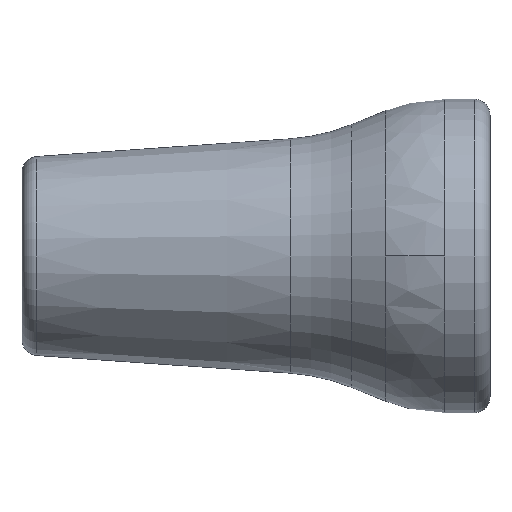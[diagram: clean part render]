
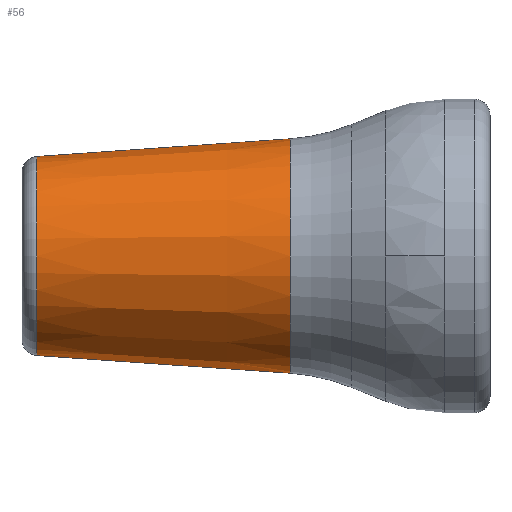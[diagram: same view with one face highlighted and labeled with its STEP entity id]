
A CAD part, left-side view. The second image highlights one B-rep face of the part: STEP entity #56.
In plain terms, the highlighted conical face has half-angle 4 degrees and reference radius 9.305 mm.
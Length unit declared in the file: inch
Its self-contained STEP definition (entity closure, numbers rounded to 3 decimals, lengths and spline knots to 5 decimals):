
#50 = ORIENTED_EDGE ( 'NONE', *, *, #220, .F. ) ;
#51 = ORIENTED_EDGE ( 'NONE', *, *, #247, .T. ) ;
#54 = EDGE_CURVE ( 'NONE', #65, #147, #346, .T. ) ;
#55 = ORIENTED_EDGE ( 'NONE', *, *, #54, .T. ) ;
#56 = ADVANCED_FACE ( 'NONE', ( #342 ), #341, .T. ) ;
#57 = EDGE_LOOP ( 'NONE', ( #58, #55, #51, #50 ) ) ;
#58 = ORIENTED_EDGE ( 'NONE', *, *, #248, .F. ) ;
#65 = VERTEX_POINT ( 'NONE', #387 ) ;
#147 = VERTEX_POINT ( 'NONE', #552 ) ;
#220 = EDGE_CURVE ( 'NONE', #222, #226, #653, .T. ) ;
#222 = VERTEX_POINT ( 'NONE', #713 ) ;
#226 = VERTEX_POINT ( 'NONE', #703 ) ;
#247 = EDGE_CURVE ( 'NONE', #147, #226, #735, .T. ) ;
#248 = EDGE_CURVE ( 'NONE', #65, #222, #731, .T. ) ;
#336 = DIRECTION ( 'NONE',  ( 0., 0., -1. ) ) ;
#337 = DIRECTION ( 'NONE',  ( 0., -1., 0. ) ) ;
#338 = CARTESIAN_POINT ( 'NONE',  ( 0., 0.62495, 0. ) ) ;
#339 = AXIS2_PLACEMENT_3D ( 'NONE', #338, #337, #336 ) ;
#341 = CONICAL_SURFACE ( 'NONE', #339, 0.36635, 0.07 ) ;
#342 = FACE_OUTER_BOUND ( 'NONE', #57, .T. ) ;
#343 = DIRECTION ( 'NONE',  ( 0., 0., -1. ) ) ;
#344 = DIRECTION ( 'NONE',  ( 0., -1., 0. ) ) ;
#345 = AXIS2_PLACEMENT_3D ( 'NONE', #351, #344, #343 ) ;
#346 = CIRCLE ( 'NONE', #345, 0.311 ) ;
#351 = CARTESIAN_POINT ( 'NONE',  ( 0., 1.41649, 0. ) ) ;
#387 = CARTESIAN_POINT ( 'NONE',  ( 0., 1.41649, 0.311 ) ) ;
#552 = CARTESIAN_POINT ( 'NONE',  ( 0., 1.41649, -0.311 ) ) ;
#650 = DIRECTION ( 'NONE',  ( 0., -1., 0. ) ) ;
#651 = CARTESIAN_POINT ( 'NONE',  ( 0., 0.62495, 0. ) ) ;
#652 = AXIS2_PLACEMENT_3D ( 'NONE', #651, #650, #714 ) ;
#653 = CIRCLE ( 'NONE', #652, 0.36635 ) ;
#703 = CARTESIAN_POINT ( 'NONE',  ( 0., 0.62495, -0.36635 ) ) ;
#713 = CARTESIAN_POINT ( 'NONE',  ( 0., 0.62495, 0.36635 ) ) ;
#714 = DIRECTION ( 'NONE',  ( 0., 0., -1. ) ) ;
#728 = DIRECTION ( 'NONE',  ( 0., -0.998, 0.07 ) ) ;
#729 = VECTOR ( 'NONE', #728, 39.37008 ) ;
#730 = CARTESIAN_POINT ( 'NONE',  ( 0., 0.62495, 0.36635 ) ) ;
#731 = LINE ( 'NONE', #730, #729 ) ;
#732 = DIRECTION ( 'NONE',  ( 0., -0.998, -0.07 ) ) ;
#733 = VECTOR ( 'NONE', #732, 39.37008 ) ;
#734 = CARTESIAN_POINT ( 'NONE',  ( 0., 0.62495, -0.36635 ) ) ;
#735 = LINE ( 'NONE', #734, #733 ) ;
